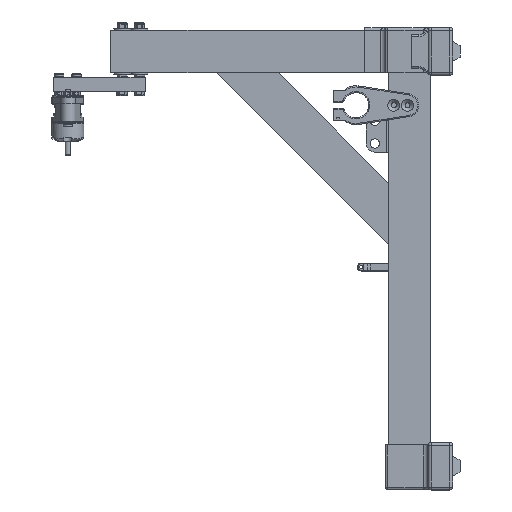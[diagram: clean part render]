
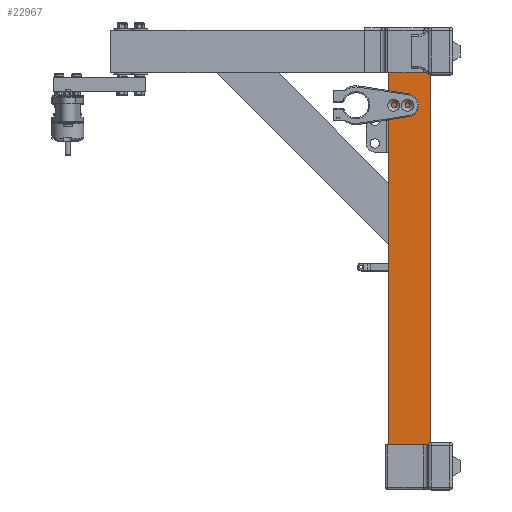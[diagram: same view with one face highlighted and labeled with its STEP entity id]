
A CAD part, left-side view. The second image highlights one B-rep face of the part: STEP entity #22967.
In plain terms, the highlighted planar face has unit normal (-1, 0, 0).
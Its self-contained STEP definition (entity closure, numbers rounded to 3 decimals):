
#3243=FACE_OUTER_BOUND('',#4766,.T.);
#4766=EDGE_LOOP('',(#15521,#15522,#15523,#15524));
#6436=LINE('',#35281,#8223);
#6437=LINE('',#35284,#8224);
#6438=LINE('',#35286,#8225);
#6439=LINE('',#35287,#8226);
#8223=VECTOR('',#27974,10.);
#8224=VECTOR('',#27977,10.);
#8225=VECTOR('',#27978,10.);
#8226=VECTOR('',#27979,10.);
#10003=VERTEX_POINT('',#35274);
#10006=VERTEX_POINT('',#35279);
#10007=VERTEX_POINT('',#35283);
#10008=VERTEX_POINT('',#35285);
#12071=EDGE_CURVE('',#10003,#10006,#6436,.T.);
#12072=EDGE_CURVE('',#10007,#10003,#6437,.T.);
#12073=EDGE_CURVE('',#10008,#10006,#6438,.T.);
#12074=EDGE_CURVE('',#10007,#10008,#6439,.T.);
#15521=ORIENTED_EDGE('',*,*,#12072,.T.);
#15522=ORIENTED_EDGE('',*,*,#12071,.T.);
#15523=ORIENTED_EDGE('',*,*,#12073,.F.);
#15524=ORIENTED_EDGE('',*,*,#12074,.F.);
#22374=PLANE('',#25190);
#22967=ADVANCED_FACE('',(#3243),#22374,.T.);
#25190=AXIS2_PLACEMENT_3D('',#35282,#27975,#27976);
#27974=DIRECTION('',(0.,0.,1.));
#27975=DIRECTION('center_axis',(-1.,0.,0.));
#27976=DIRECTION('ref_axis',(0.,-1.,0.));
#27977=DIRECTION('',(0.,-1.,0.));
#27978=DIRECTION('',(0.,-1.,0.));
#27979=DIRECTION('',(0.,0.,1.));
#35274=CARTESIAN_POINT('',(25.5,-18.65,0.));
#35279=CARTESIAN_POINT('',(25.5,-18.65,400.));
#35281=CARTESIAN_POINT('',(25.5,-18.65,0.));
#35282=CARTESIAN_POINT('Origin',(25.5,18.65,0.));
#35283=CARTESIAN_POINT('',(25.5,18.65,0.));
#35284=CARTESIAN_POINT('',(25.5,18.65,0.));
#35285=CARTESIAN_POINT('',(25.5,18.65,400.));
#35286=CARTESIAN_POINT('',(25.5,18.65,400.));
#35287=CARTESIAN_POINT('',(25.5,18.65,0.));
